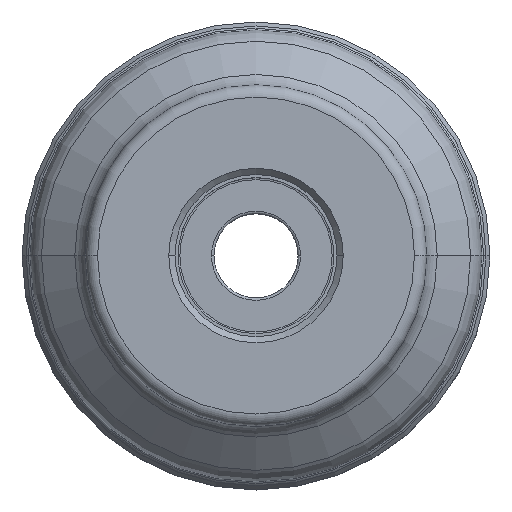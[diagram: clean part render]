
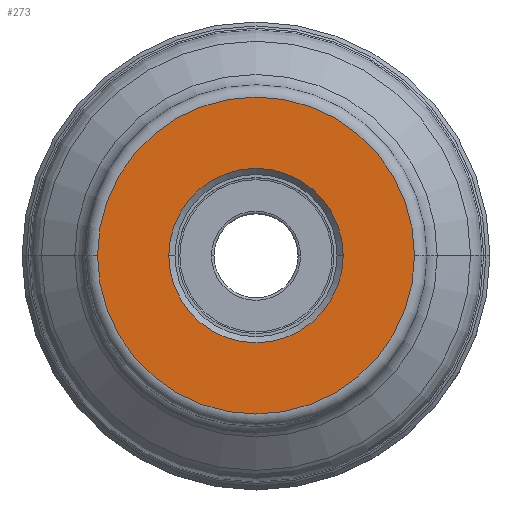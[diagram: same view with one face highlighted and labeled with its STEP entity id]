
A CAD part, top view. The second image highlights one B-rep face of the part: STEP entity #273.
In plain terms, the highlighted planar face has unit normal (0, 0, 1).
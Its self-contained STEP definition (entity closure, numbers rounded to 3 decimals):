
#273=ADVANCED_FACE('',(#308,#309),#293,.F.);
#293=PLANE('',#1730);
#308=FACE_BOUND('',#390,.T.);
#309=FACE_BOUND('',#391,.T.);
#390=EDGE_LOOP('',(#731,#732,#733,#734));
#391=EDGE_LOOP('',(#735,#736));
#731=ORIENTED_EDGE('',*,*,#1096,.T.);
#732=ORIENTED_EDGE('',*,*,#1097,.T.);
#733=ORIENTED_EDGE('',*,*,#1098,.T.);
#734=ORIENTED_EDGE('',*,*,#1099,.F.);
#735=ORIENTED_EDGE('',*,*,#1095,.T.);
#736=ORIENTED_EDGE('',*,*,#1093,.T.);
#905=VERTEX_POINT('',#2705);
#906=VERTEX_POINT('',#2707);
#907=VERTEX_POINT('',#2713);
#908=VERTEX_POINT('',#2714);
#909=VERTEX_POINT('',#2716);
#910=VERTEX_POINT('',#2718);
#1093=EDGE_CURVE('',#906,#905,#1256,.T.);
#1095=EDGE_CURVE('',#905,#906,#1257,.T.);
#1096=EDGE_CURVE('',#907,#908,#1258,.T.);
#1097=EDGE_CURVE('',#908,#909,#1259,.T.);
#1098=EDGE_CURVE('',#909,#910,#1260,.T.);
#1099=EDGE_CURVE('',#907,#910,#1261,.T.);
#1256=CIRCLE('',#1722,14.2);
#1257=CIRCLE('',#1724,14.2);
#1258=CIRCLE('',#1726,25.815);
#1259=CIRCLE('',#1727,25.815);
#1260=CIRCLE('',#1728,25.815);
#1261=CIRCLE('',#1729,25.815);
#1722=AXIS2_PLACEMENT_3D('',#2706,#2233,#2234);
#1724=AXIS2_PLACEMENT_3D('',#2710,#2238,#2239);
#1726=AXIS2_PLACEMENT_3D('',#2712,#2242,#2243);
#1727=AXIS2_PLACEMENT_3D('',#2715,#2244,#2245);
#1728=AXIS2_PLACEMENT_3D('',#2717,#2246,#2247);
#1729=AXIS2_PLACEMENT_3D('',#2719,#2248,#2249);
#1730=AXIS2_PLACEMENT_3D('',#2720,#2250,#2251);
#2233=DIRECTION('',(0.,0.,-1.));
#2234=DIRECTION('',(1.,0.,0.));
#2238=DIRECTION('',(0.,0.,-1.));
#2239=DIRECTION('',(-1.,0.,0.));
#2242=DIRECTION('',(0.,0.,1.));
#2243=DIRECTION('',(1.,0.,0.));
#2244=DIRECTION('',(0.,0.,1.));
#2245=DIRECTION('',(-1.,0.001,0.));
#2246=DIRECTION('',(0.,0.,1.));
#2247=DIRECTION('',(-1.,0.,0.));
#2248=DIRECTION('',(0.,0.,-1.));
#2249=DIRECTION('',(1.,0.,0.));
#2250=DIRECTION('',(0.,0.,-1.));
#2251=DIRECTION('',(1.,0.,0.));
#2705=CARTESIAN_POINT('',(-14.2,0.,0.));
#2706=CARTESIAN_POINT('',(0.,0.,0.));
#2707=CARTESIAN_POINT('',(14.2,0.,0.));
#2710=CARTESIAN_POINT('',(0.,0.,0.));
#2712=CARTESIAN_POINT('',(0.,0.,0.));
#2713=CARTESIAN_POINT('',(25.815,0.,0.));
#2714=CARTESIAN_POINT('',(-25.815,0.02,0.));
#2715=CARTESIAN_POINT('',(0.,0.,0.));
#2716=CARTESIAN_POINT('',(-25.815,0.,0.));
#2717=CARTESIAN_POINT('',(0.,0.,0.));
#2718=CARTESIAN_POINT('',(25.815,-0.02,0.));
#2719=CARTESIAN_POINT('',(0.,0.,0.));
#2720=CARTESIAN_POINT('',(0.,0.,0.));
